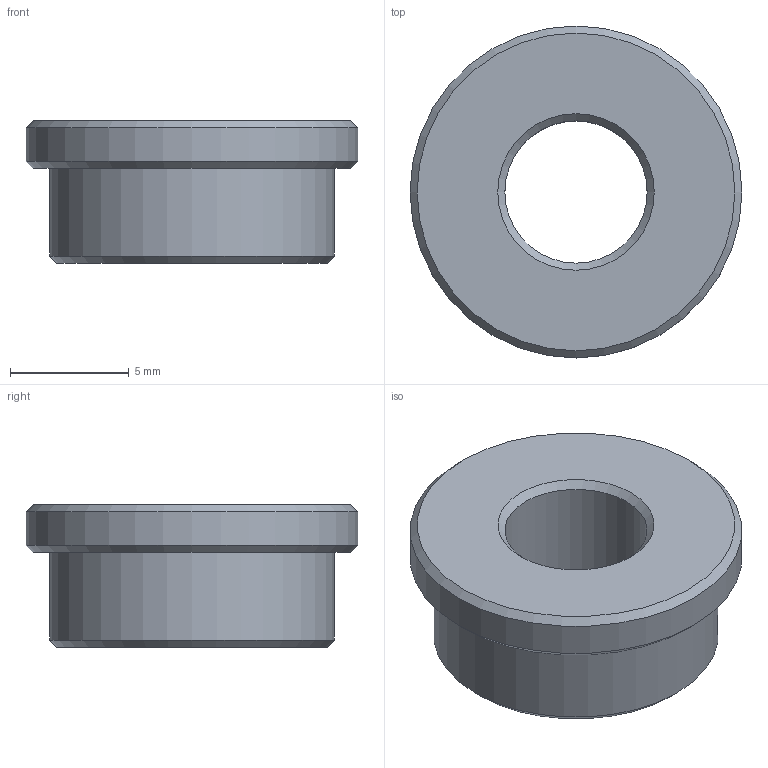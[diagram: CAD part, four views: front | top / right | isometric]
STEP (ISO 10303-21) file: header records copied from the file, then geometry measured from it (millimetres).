
FILE_DESCRIPTION(('STEP AP203'),'1');
FILE_NAME('590-LMF0606.stp','2018-04-20T12:40:40',(' '),(' '),'Spatial InterOp 3D',' ',' ');
FILE_SCHEMA(('CONFIG_CONTROL_DESIGN'));
Length unit declared in the file: metre
Products named in the file (2): 590-LMF006x6
Assembly tree (1 placements, depth 2):
  (unnamed)
    590-LMF006x6
Bounding box: 14 x 14 x 6 mm (x, y, z)
Volume: 583.3 mm3; surface area: 574.4 mm2
Topology: 1 solids, 1 shells, 11 faces, 19 edges, 11 vertices
Faces by surface type: cone 5, cylinder 3, plane 3
Full cylindrical faces by diameter (mm): 6 x1, 12 x1, 14 x1
Entity records: 328 total; most frequent: DIRECTION 48, CARTESIAN_POINT 35, AXIS2_PLACEMENT_3D 24, EDGE_LOOP 22, ORIENTED_EDGE 22, FACE_OUTER_BOUND 14, ADVANCED_FACE 11, EDGE_CURVE 11
